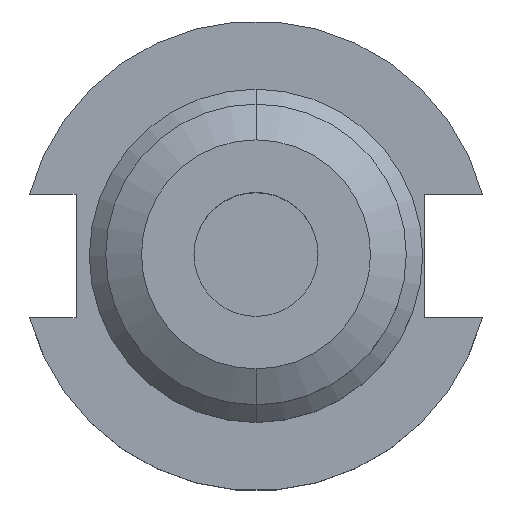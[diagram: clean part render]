
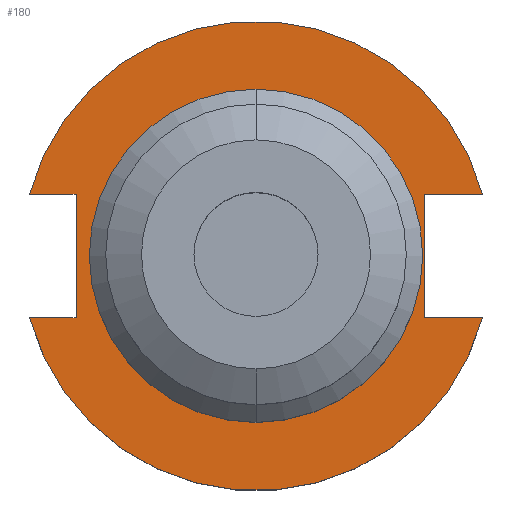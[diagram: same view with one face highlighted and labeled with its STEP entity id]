
A CAD part, top view. The second image highlights one B-rep face of the part: STEP entity #180.
In plain terms, the highlighted planar face has unit normal (0, 0, 1).
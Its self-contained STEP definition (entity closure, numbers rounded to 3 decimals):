
#44 = VERTEX_POINT ( 'NONE', #1784 ) ;
#98 = ORIENTED_EDGE ( 'NONE', *, *, #207, .F. ) ;
#126 = DIRECTION ( 'NONE',  ( 1., 0., 0. ) ) ;
#130 = DIRECTION ( 'NONE',  ( 1., 0., 0. ) ) ;
#144 = CARTESIAN_POINT ( 'NONE',  ( 0., 0., 19.05 ) ) ;
#150 = LINE ( 'NONE', #899, #1715 ) ;
#151 = AXIS2_PLACEMENT_3D ( 'NONE', #1488, #1479, #284 ) ;
#154 = LINE ( 'NONE', #1531, #1168 ) ;
#174 = CIRCLE ( 'NONE', #1431, 34.925 ) ;
#180 = ADVANCED_FACE ( 'NONE', ( #1030, #1579 ), #1957, .T. ) ;
#207 = EDGE_CURVE ( 'NONE', #769, #836, #1950, .T. ) ;
#227 = CARTESIAN_POINT ( 'NONE',  ( 35.306, -12.954, 19.05 ) ) ;
#262 = EDGE_LOOP ( 'NONE', ( #425, #378, #1731, #1406, #718, #98, #418, #1267 ) ) ;
#284 = DIRECTION ( 'NONE',  ( 1., 0., 0. ) ) ;
#306 = DIRECTION ( 'NONE',  ( 1., 0., 0. ) ) ;
#345 = DIRECTION ( 'NONE',  ( 0., -1., 0. ) ) ;
#360 = CIRCLE ( 'NONE', #151, 49.212 ) ;
#378 = ORIENTED_EDGE ( 'NONE', *, *, #1387, .F. ) ;
#413 = CARTESIAN_POINT ( 'NONE',  ( 0., 49.212, 19.05 ) ) ;
#417 = CARTESIAN_POINT ( 'NONE',  ( -63.719, 12.954, 19.05 ) ) ;
#418 = ORIENTED_EDGE ( 'NONE', *, *, #776, .F. ) ;
#425 = ORIENTED_EDGE ( 'NONE', *, *, #898, .T. ) ;
#486 = DIRECTION ( 'NONE',  ( 0., 0., 1. ) ) ;
#520 = CARTESIAN_POINT ( 'NONE',  ( -34.925, 0., 19.05 ) ) ;
#543 = CARTESIAN_POINT ( 'NONE',  ( -47.477, 12.954, 19.05 ) ) ;
#591 = DIRECTION ( 'NONE',  ( 1., 0., 0. ) ) ;
#602 = VERTEX_POINT ( 'NONE', #227 ) ;
#630 = VERTEX_POINT ( 'NONE', #1264 ) ;
#643 = VERTEX_POINT ( 'NONE', #520 ) ;
#685 = CARTESIAN_POINT ( 'NONE',  ( 35.306, 12.954, 19.05 ) ) ;
#717 = DIRECTION ( 'NONE',  ( 0., 0., 1. ) ) ;
#718 = ORIENTED_EDGE ( 'NONE', *, *, #1240, .T. ) ;
#720 = VECTOR ( 'NONE', #345, 1000. ) ;
#740 = DIRECTION ( 'NONE',  ( 0., 0., 1. ) ) ;
#769 = VERTEX_POINT ( 'NONE', #1912 ) ;
#776 = EDGE_CURVE ( 'NONE', #1395, #769, #1679, .T. ) ;
#778 = DIRECTION ( 'NONE',  ( 1., 0., 0. ) ) ;
#807 = EDGE_CURVE ( 'NONE', #1382, #44, #845, .T. ) ;
#819 = DIRECTION ( 'NONE',  ( -1., 0., 0. ) ) ;
#836 = VERTEX_POINT ( 'NONE', #543 ) ;
#845 = LINE ( 'NONE', #685, #1301 ) ;
#878 = VERTEX_POINT ( 'NONE', #1652 ) ;
#885 = CARTESIAN_POINT ( 'NONE',  ( 47.477, 12.954, 19.05 ) ) ;
#898 = EDGE_CURVE ( 'NONE', #1061, #878, #360, .T. ) ;
#899 = CARTESIAN_POINT ( 'NONE',  ( 35.306, -12.954, 19.05 ) ) ;
#931 = ORIENTED_EDGE ( 'NONE', *, *, #1887, .F. ) ;
#958 = EDGE_CURVE ( 'NONE', #630, #643, #1884, .T. ) ;
#1030 = FACE_BOUND ( 'NONE', #1807, .T. ) ;
#1055 = VECTOR ( 'NONE', #1448, 1000. ) ;
#1061 = VERTEX_POINT ( 'NONE', #1837 ) ;
#1067 = AXIS2_PLACEMENT_3D ( 'NONE', #413, #740, #591 ) ;
#1074 = EDGE_CURVE ( 'NONE', #1061, #1395, #154, .T. ) ;
#1168 = VECTOR ( 'NONE', #1847, 1000. ) ;
#1171 = ORIENTED_EDGE ( 'NONE', *, *, #958, .F. ) ;
#1190 = LINE ( 'NONE', #1259, #720 ) ;
#1198 = DIRECTION ( 'NONE',  ( -1., 0., 0. ) ) ;
#1212 = DIRECTION ( 'NONE',  ( 0., 0., 1. ) ) ;
#1240 = EDGE_CURVE ( 'NONE', #1382, #836, #1291, .T. ) ;
#1259 = CARTESIAN_POINT ( 'NONE',  ( 35.306, 12.954, 19.05 ) ) ;
#1264 = CARTESIAN_POINT ( 'NONE',  ( 34.925, 0., 19.05 ) ) ;
#1267 = ORIENTED_EDGE ( 'NONE', *, *, #1074, .F. ) ;
#1291 = CIRCLE ( 'NONE', #1771, 49.212 ) ;
#1301 = VECTOR ( 'NONE', #819, 1000. ) ;
#1382 = VERTEX_POINT ( 'NONE', #885 ) ;
#1387 = EDGE_CURVE ( 'NONE', #602, #878, #150, .T. ) ;
#1395 = VERTEX_POINT ( 'NONE', #1827 ) ;
#1406 = ORIENTED_EDGE ( 'NONE', *, *, #807, .F. ) ;
#1431 = AXIS2_PLACEMENT_3D ( 'NONE', #1730, #486, #778 ) ;
#1448 = DIRECTION ( 'NONE',  ( 0., 1., 0. ) ) ;
#1479 = DIRECTION ( 'NONE',  ( 0., 0., 1. ) ) ;
#1488 = CARTESIAN_POINT ( 'NONE',  ( 0., 0., 19.05 ) ) ;
#1531 = CARTESIAN_POINT ( 'NONE',  ( -63.719, -12.954, 19.05 ) ) ;
#1579 = FACE_OUTER_BOUND ( 'NONE', #262, .T. ) ;
#1597 = CARTESIAN_POINT ( 'NONE',  ( -37.719, 12.954, 19.05 ) ) ;
#1652 = CARTESIAN_POINT ( 'NONE',  ( 47.477, -12.954, 19.05 ) ) ;
#1679 = LINE ( 'NONE', #1597, #1055 ) ;
#1715 = VECTOR ( 'NONE', #126, 1000. ) ;
#1730 = CARTESIAN_POINT ( 'NONE',  ( 0., 0., 19.05 ) ) ;
#1731 = ORIENTED_EDGE ( 'NONE', *, *, #1822, .F. ) ;
#1755 = VECTOR ( 'NONE', #1198, 1000. ) ;
#1771 = AXIS2_PLACEMENT_3D ( 'NONE', #144, #1212, #306 ) ;
#1784 = CARTESIAN_POINT ( 'NONE',  ( 35.306, 12.954, 19.05 ) ) ;
#1791 = CARTESIAN_POINT ( 'NONE',  ( 0., 0., 19.05 ) ) ;
#1807 = EDGE_LOOP ( 'NONE', ( #1171, #931 ) ) ;
#1822 = EDGE_CURVE ( 'NONE', #44, #602, #1190, .T. ) ;
#1827 = CARTESIAN_POINT ( 'NONE',  ( -37.719, -12.954, 19.05 ) ) ;
#1837 = CARTESIAN_POINT ( 'NONE',  ( -47.477, -12.954, 19.05 ) ) ;
#1844 = AXIS2_PLACEMENT_3D ( 'NONE', #1791, #717, #130 ) ;
#1847 = DIRECTION ( 'NONE',  ( 1., 0., 0. ) ) ;
#1884 = CIRCLE ( 'NONE', #1844, 34.925 ) ;
#1887 = EDGE_CURVE ( 'NONE', #643, #630, #174, .T. ) ;
#1912 = CARTESIAN_POINT ( 'NONE',  ( -37.719, 12.954, 19.05 ) ) ;
#1950 = LINE ( 'NONE', #417, #1755 ) ;
#1957 = PLANE ( 'NONE',  #1067 ) ;
